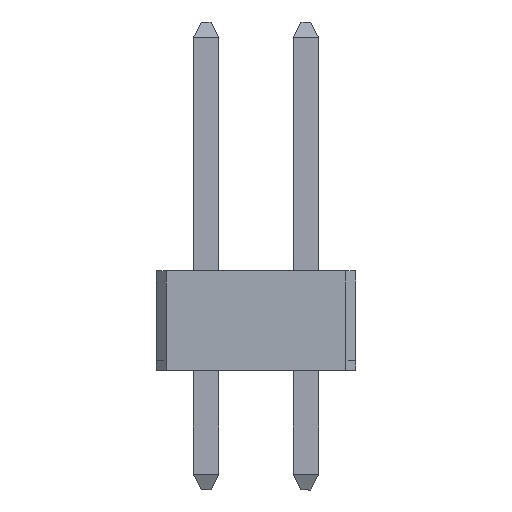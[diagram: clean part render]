
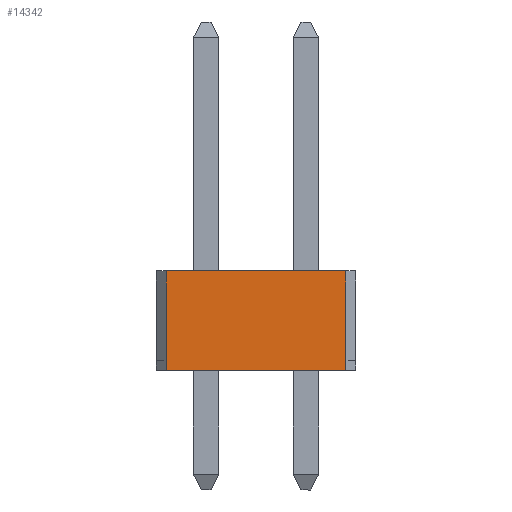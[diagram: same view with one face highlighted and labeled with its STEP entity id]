
A CAD part, left-side view. The second image highlights one B-rep face of the part: STEP entity #14342.
In plain terms, the highlighted planar face has unit normal (-1, 0, 0).
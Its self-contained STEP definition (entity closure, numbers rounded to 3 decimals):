
#117=FACE_OUTER_BOUND('',#995,.T.);
#995=EDGE_LOOP('',(#9335,#9336,#9337,#9338));
#1935=LINE('',#19897,#3955);
#2050=LINE('',#20144,#4070);
#2051=LINE('',#20147,#4071);
#2052=LINE('',#20148,#4072);
#3955=VECTOR('',#16110,4.572);
#4070=VECTOR('',#16265,2.54);
#4071=VECTOR('',#16268,4.572);
#4072=VECTOR('',#16269,2.54);
#5974=VERTEX_POINT('',#19894);
#5975=VERTEX_POINT('',#19896);
#6087=VERTEX_POINT('',#20142);
#6088=VERTEX_POINT('',#20146);
#7195=EDGE_CURVE('',#5975,#5974,#1935,.T.);
#7310=EDGE_CURVE('',#5974,#6087,#2050,.T.);
#7311=EDGE_CURVE('',#6088,#6087,#2051,.T.);
#7312=EDGE_CURVE('',#5975,#6088,#2052,.T.);
#9335=ORIENTED_EDGE('',*,*,#7195,.T.);
#9336=ORIENTED_EDGE('',*,*,#7310,.T.);
#9337=ORIENTED_EDGE('',*,*,#7311,.F.);
#9338=ORIENTED_EDGE('',*,*,#7312,.F.);
#13269=PLANE('',#15235);
#14342=ADVANCED_FACE('',(#117),#13269,.T.);
#15235=AXIS2_PLACEMENT_3D('',#20145,#16266,#16267);
#16110=DIRECTION('',(0.,0.,1.));
#16265=DIRECTION('',(0.,1.,0.));
#16266=DIRECTION('center_axis',(-1.,0.,0.));
#16267=DIRECTION('ref_axis',(0.,0.,1.));
#16268=DIRECTION('',(0.,0.,1.));
#16269=DIRECTION('',(0.,1.,0.));
#19894=CARTESIAN_POINT('',(-1.27,0.,2.286));
#19896=CARTESIAN_POINT('',(-1.27,0.,-2.286));
#19897=CARTESIAN_POINT('',(-1.27,0.,-2.286));
#20142=CARTESIAN_POINT('',(-1.27,2.54,2.286));
#20144=CARTESIAN_POINT('',(-1.27,0.,2.286));
#20145=CARTESIAN_POINT('Origin',(-1.27,0.,-2.286));
#20146=CARTESIAN_POINT('',(-1.27,2.54,-2.286));
#20147=CARTESIAN_POINT('',(-1.27,2.54,-2.286));
#20148=CARTESIAN_POINT('',(-1.27,0.,-2.286));
